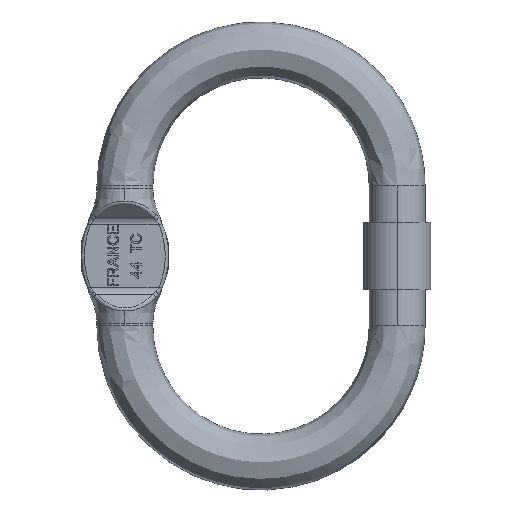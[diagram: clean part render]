
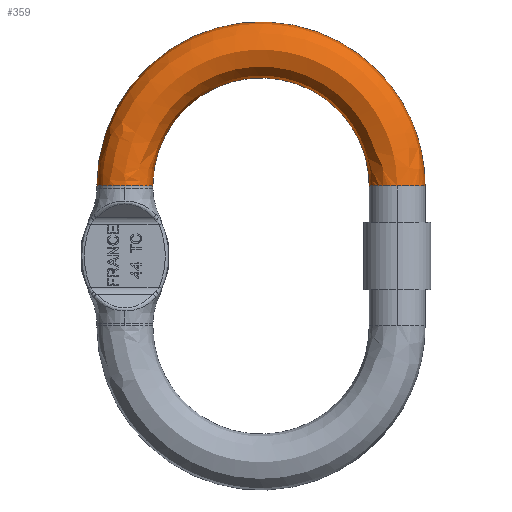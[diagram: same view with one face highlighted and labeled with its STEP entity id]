
A CAD part, top view. The second image highlights one B-rep face of the part: STEP entity #359.
In plain terms, the highlighted free-form (B-spline) face has degree [3, 3] with [7, 4] control points.
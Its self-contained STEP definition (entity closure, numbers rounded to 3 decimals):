
#359=ADVANCED_FACE('NONE',(#1033),#1034,.T.);
#1033=FACE_OUTER_BOUND('',#2273,.T.);
#1034=(B_SPLINE_SURFACE(3,3,((#2275,#2276,#2277,#2278),(#2279,#2280,#2281,#2282),(#2283,#2284,#2285,#2286),(#2287,#2288,#2289,#2290),(#2291,#2292,#2293,#2294),(#2295,#2296,#2297,#2298),(#2299,#2300,#2301,#2302)),.UNSPECIFIED.,.T.,.F.,.F.)B_SPLINE_SURFACE_WITH_KNOTS((4,3,4),(4,4),(0.0,0.5,1.0),(0.0,1.0),.UNSPECIFIED.)RATIONAL_B_SPLINE_SURFACE(((1.0,0.333,0.333,1.0),(0.333,0.111,0.111,0.333),(0.333,0.111,0.111,0.333),(1.0,0.333,0.333,1.0),(0.333,0.111,0.111,0.333),(0.333,0.111,0.111,0.333),(1.0,0.333,0.333,1.0)))BOUNDED_SURFACE()REPRESENTATION_ITEM('')GEOMETRIC_REPRESENTATION_ITEM()SURFACE());
#2273=EDGE_LOOP('',(#7073,#7074,#7075,#7076,#7077,#7078));
#2275=CARTESIAN_POINT('',(129.0,55.0,0.0));
#2276=CARTESIAN_POINT('',(129.0,313.,0.0));
#2277=CARTESIAN_POINT('',(-129.,313.,0.0));
#2278=CARTESIAN_POINT('',(-129.0,55.,0.0));
#2279=CARTESIAN_POINT('',(129.0,55.0,-44.0));
#2280=CARTESIAN_POINT('',(129.0,313.,-44.0));
#2281=CARTESIAN_POINT('',(-129.,313.,-44.0));
#2282=CARTESIAN_POINT('',(-129.0,55.,-44.0));
#2283=CARTESIAN_POINT('',(85.0,55.0,-44.0));
#2284=CARTESIAN_POINT('',(85.0,225.,-44.0));
#2285=CARTESIAN_POINT('',(-85.,225.,-44.0));
#2286=CARTESIAN_POINT('',(-85.0,55.,-44.0));
#2287=CARTESIAN_POINT('',(85.0,55.0,0.));
#2288=CARTESIAN_POINT('',(85.,225.,0.));
#2289=CARTESIAN_POINT('',(-85.,225.,0.));
#2290=CARTESIAN_POINT('',(-85.0,55.,0.));
#2291=CARTESIAN_POINT('',(85.0,55.0,44.0));
#2292=CARTESIAN_POINT('',(85.0,225.,44.0));
#2293=CARTESIAN_POINT('',(-85.,225.,44.0));
#2294=CARTESIAN_POINT('',(-85.0,55.,44.0));
#2295=CARTESIAN_POINT('',(129.0,55.0,44.0));
#2296=CARTESIAN_POINT('',(129.0,313.,44.0));
#2297=CARTESIAN_POINT('',(-129.,313.,44.0));
#2298=CARTESIAN_POINT('',(-129.0,55.,44.0));
#2299=CARTESIAN_POINT('',(129.0,55.0,0.0));
#2300=CARTESIAN_POINT('',(129.0,313.,0.0));
#2301=CARTESIAN_POINT('',(-129.,313.,0.0));
#2302=CARTESIAN_POINT('',(-129.0,55.,0.0));
#7073=ORIENTED_EDGE('',*,*,#9762,.F.);
#7074=ORIENTED_EDGE('',*,*,#9763,.F.);
#7075=ORIENTED_EDGE('',*,*,#9764,.F.);
#7076=ORIENTED_EDGE('',*,*,#9765,.T.);
#7077=ORIENTED_EDGE('',*,*,#9766,.F.);
#7078=ORIENTED_EDGE('',*,*,#9767,.F.);
#9762=EDGE_CURVE('',#10967,#10968,#10969,.T.);
#9763=EDGE_CURVE('NONE',#10970,#10967,#10971,.T.);
#9764=EDGE_CURVE('NONE',#10972,#10970,#10973,.T.);
#9765=EDGE_CURVE('',#10972,#10974,#10975,.T.);
#9766=EDGE_CURVE('NONE',#10976,#10974,#10977,.T.);
#9767=EDGE_CURVE('NONE',#10968,#10976,#10978,.T.);
#10967=VERTEX_POINT('',#13000);
#10968=VERTEX_POINT('',#13001);
#10969=(B_SPLINE_CURVE(3,(#13003,#13004,#13005,#13006),.UNSPECIFIED.,.F.,.F.)B_SPLINE_CURVE_WITH_KNOTS((4,4),(-1.0,-0.0),.UNSPECIFIED.)RATIONAL_B_SPLINE_CURVE((1.0,0.333,0.333,1.0))BOUNDED_CURVE()REPRESENTATION_ITEM('')GEOMETRIC_REPRESENTATION_ITEM()CURVE());
#10970=VERTEX_POINT('NONE',#13013);
#10971=CIRCLE('',#13014,22.0);
#10972=VERTEX_POINT('',#13015);
#10973=CIRCLE('',#13016,22.0);
#10974=VERTEX_POINT('',#13017);
#10975=(B_SPLINE_CURVE(3,(#13019,#13020,#13021,#13022),.UNSPECIFIED.,.F.,.F.)B_SPLINE_CURVE_WITH_KNOTS((4,4),(-1.0,-0.0),.UNSPECIFIED.)RATIONAL_B_SPLINE_CURVE((1.0,0.333,0.333,1.0))BOUNDED_CURVE()REPRESENTATION_ITEM('')GEOMETRIC_REPRESENTATION_ITEM()CURVE());
#10976=VERTEX_POINT('',#13029);
#10977=CIRCLE('',#13030,22.0);
#10978=CIRCLE('',#13031,22.0);
#13000=CARTESIAN_POINT('',(-129.0,55.,0.0));
#13001=CARTESIAN_POINT('',(129.0,55.0,0.0));
#13003=CARTESIAN_POINT('',(-129.0,55.,0.0));
#13004=CARTESIAN_POINT('',(-129.,313.,0.0));
#13005=CARTESIAN_POINT('',(129.0,313.,0.0));
#13006=CARTESIAN_POINT('',(129.0,55.0,0.0));
#13013=CARTESIAN_POINT('',(-107.0,55.,22.0));
#13014=AXIS2_PLACEMENT_3D('',#18274,#18275,#18276);
#13015=CARTESIAN_POINT('',(-85.0,55.,0.));
#13016=AXIS2_PLACEMENT_3D('',#18277,#18278,#18279);
#13017=CARTESIAN_POINT('',(85.0,55.0,0.));
#13019=CARTESIAN_POINT('',(-85.0,55.,0.));
#13020=CARTESIAN_POINT('',(-85.,225.,0.));
#13021=CARTESIAN_POINT('',(85.,225.,0.));
#13022=CARTESIAN_POINT('',(85.0,55.0,0.));
#13029=CARTESIAN_POINT('',(107.0,55.0,22.0));
#13030=AXIS2_PLACEMENT_3D('',#18280,#18281,#18282);
#13031=AXIS2_PLACEMENT_3D('',#18283,#18284,#18285);
#18274=CARTESIAN_POINT('',(-107.0,55.,0.0));
#18275=DIRECTION('',(0.0,-1.0,0.0));
#18276=DIRECTION('',(0.0,0.0,1.0));
#18277=CARTESIAN_POINT('',(-107.0,55.,0.0));
#18278=DIRECTION('',(0.0,-1.0,0.0));
#18279=DIRECTION('',(0.0,0.0,1.0));
#18280=CARTESIAN_POINT('',(107.0,55.0,0.0));
#18281=DIRECTION('',(0.0,-1.0,0.0));
#18282=DIRECTION('',(0.0,0.0,-1.0));
#18283=CARTESIAN_POINT('',(107.0,55.0,0.0));
#18284=DIRECTION('',(0.0,-1.0,0.0));
#18285=DIRECTION('',(0.0,0.0,-1.0));
